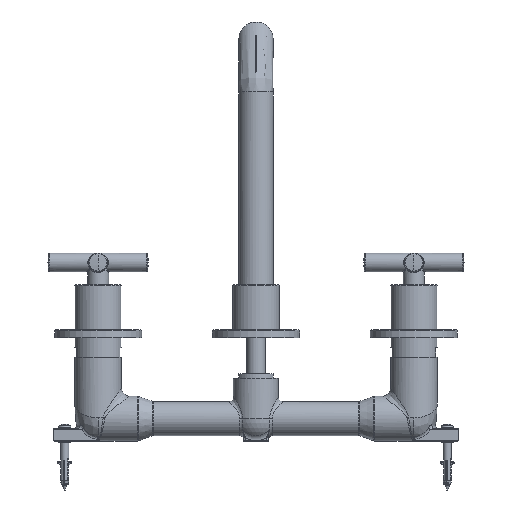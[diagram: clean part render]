
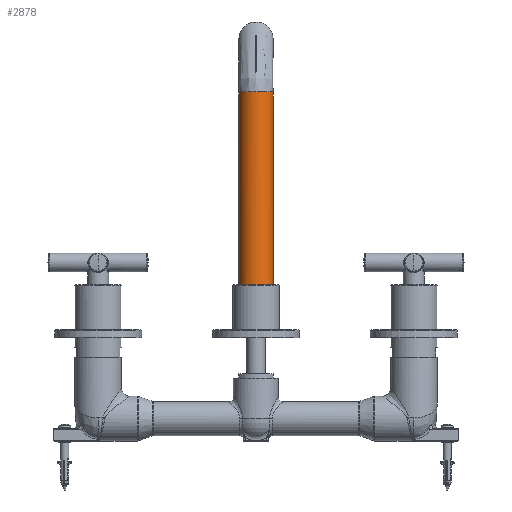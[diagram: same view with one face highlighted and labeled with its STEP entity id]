
A CAD part, front view. The second image highlights one B-rep face of the part: STEP entity #2878.
In plain terms, the highlighted cylindrical face has radius 11 mm (diameter 22 mm), a full revolution.
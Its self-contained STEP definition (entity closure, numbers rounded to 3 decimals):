
#844=CYLINDRICAL_SURFACE('',#21651,11.);
#2158=B_SPLINE_CURVE_WITH_KNOTS('',3,(#31398,#31399,#31400,#31401,#31402,
#31403,#31404,#31405,#31406,#31407,#31408,#31409,#31410,#31411,#31412,#31413,
#31414,#31415,#31416,#31417,#31418,#31419,#31420,#31421,#31422,#31423,#31424,
#31425,#31426,#31427,#31428,#31429,#31430,#31431,#31432,#31433,#31434,#31435,
#31436,#31437,#31438,#31439,#31440,#31441,#31442,#31443,#31444,#31445,#31446,
#31447,#31448,#31449,#31450,#31451,#31452,#31453,#31454,#31455,#31456,#31457,
#31458,#31459,#31460,#31461,#31462,#31463),.UNSPECIFIED.,.T.,.F.,(2,2,2,
2,2,2,2,2,2,2,2,2,2,2,2,2,2,2,2,2,2,2,2,2,2,2,2,2,2,2,2,2,2,2,2),(-0.125,
0.,0.062,0.094,0.109,0.117,
0.121,0.125,0.188,0.25,0.313,0.344,
0.359,0.367,0.371,0.375,
0.438,0.469,0.5,0.563,
0.594,0.609,0.625,0.688,
0.719,0.734,0.75,0.813,
0.844,0.859,0.867,0.871,
0.875,1.,1.063),.UNSPECIFIED.);
#2878=ADVANCED_FACE('',(#4749,#4750),#844,.T.);
#4749=FACE_BOUND('',#5552,.T.);
#4750=FACE_BOUND('',#5553,.T.);
#5552=EDGE_LOOP('',(#7429));
#5553=EDGE_LOOP('',(#7430));
#7429=ORIENTED_EDGE('',*,*,#15152,.F.);
#7430=ORIENTED_EDGE('',*,*,#15153,.T.);
#13123=VERTEX_POINT('',#31397);
#13124=VERTEX_POINT('',#31464);
#15152=EDGE_CURVE('',#13123,#13123,#18029,.T.);
#15153=EDGE_CURVE('',#13124,#13124,#2158,.T.);
#18029=CIRCLE('',#21650,11.);
#21650=AXIS2_PLACEMENT_3D('',#31396,#24117,#24118);
#21651=AXIS2_PLACEMENT_3D('',#31465,#24119,#24120);
#24117=DIRECTION('',(0.,0.,-1.));
#24118=DIRECTION('',(-1.,0.,0.));
#24119=DIRECTION('',(0.,0.,1.));
#24120=DIRECTION('',(0.,-1.,0.));
#31396=CARTESIAN_POINT('',(-1.5,0.,86.5));
#31397=CARTESIAN_POINT('',(-12.5,0.,86.5));
#31398=CARTESIAN_POINT('',(1.222,-11.,211.551));
#31399=CARTESIAN_POINT('',(-2.861,-11.,211.551));
#31400=CARTESIAN_POINT('',(-4.264,-10.744,211.55));
#31401=CARTESIAN_POINT('',(-6.268,-9.939,211.546));
#31402=CARTESIAN_POINT('',(-6.919,-9.601,211.544));
#31403=CARTESIAN_POINT('',(-7.846,-8.992,211.542));
#31404=CARTESIAN_POINT('',(-8.147,-8.772,211.541));
#31405=CARTESIAN_POINT('',(-8.584,-8.418,211.539));
#31406=CARTESIAN_POINT('',(-8.727,-8.295,211.538));
#31407=CARTESIAN_POINT('',(-8.937,-8.106,211.537));
#31408=CARTESIAN_POINT('',(-9.006,-8.042,211.537));
#31409=CARTESIAN_POINT('',(-9.143,-7.911,211.537));
#31410=CARTESIAN_POINT('',(-9.235,-7.821,211.536));
#31411=CARTESIAN_POINT('',(-9.971,-7.085,211.533));
#31412=CARTESIAN_POINT('',(-10.746,-6.131,211.528));
#31413=CARTESIAN_POINT('',(-12.012,-3.545,211.516));
#31414=CARTESIAN_POINT('',(-12.5,-1.9,211.509));
#31415=CARTESIAN_POINT('',(-12.5,1.9,211.491));
#31416=CARTESIAN_POINT('',(-12.012,3.545,211.484));
#31417=CARTESIAN_POINT('',(-11.062,5.485,211.475));
#31418=CARTESIAN_POINT('',(-10.708,6.048,211.472));
#31419=CARTESIAN_POINT('',(-10.169,6.778,211.469));
#31420=CARTESIAN_POINT('',(-9.988,7.002,211.468));
#31421=CARTESIAN_POINT('',(-9.719,7.312,211.466));
#31422=CARTESIAN_POINT('',(-9.63,7.411,211.466));
#31423=CARTESIAN_POINT('',(-9.497,7.553,211.465));
#31424=CARTESIAN_POINT('',(-9.453,7.6,211.465));
#31425=CARTESIAN_POINT('',(-9.365,7.691,211.464));
#31426=CARTESIAN_POINT('',(-9.345,7.711,211.464));
#31427=CARTESIAN_POINT('',(-8.204,8.852,211.459));
#31428=CARTESIAN_POINT('',(-6.936,9.671,211.455));
#31429=CARTESIAN_POINT('',(-4.932,10.476,211.452));
#31430=CARTESIAN_POINT('',(-4.247,10.675,211.451));
#31431=CARTESIAN_POINT('',(-2.871,10.937,211.449));
#31432=CARTESIAN_POINT('',(-2.236,11.,211.449));
#31433=CARTESIAN_POINT('',(-0.029,11.,211.449));
#31434=CARTESIAN_POINT('',(1.425,10.701,211.45));
#31435=CARTESIAN_POINT('',(3.417,9.866,211.454));
#31436=CARTESIAN_POINT('',(4.05,9.524,211.456));
#31437=CARTESIAN_POINT('',(4.936,8.928,211.458));
#31438=CARTESIAN_POINT('',(5.221,8.715,211.459));
#31439=CARTESIAN_POINT('',(5.768,8.265,211.462));
#31440=CARTESIAN_POINT('',(6.065,7.992,211.463));
#31441=CARTESIAN_POINT('',(7.132,6.924,211.468));
#31442=CARTESIAN_POINT('',(7.932,5.841,211.473));
#31443=CARTESIAN_POINT('',(8.821,3.873,211.482));
#31444=CARTESIAN_POINT('',(9.065,3.16,211.486));
#31445=CARTESIAN_POINT('',(9.32,2.022,211.491));
#31446=CARTESIAN_POINT('',(9.386,1.631,211.493));
#31447=CARTESIAN_POINT('',(9.476,0.829,211.496));
#31448=CARTESIAN_POINT('',(9.5,0.475,211.498));
#31449=CARTESIAN_POINT('',(9.5,-1.9,211.509));
#31450=CARTESIAN_POINT('',(9.012,-3.545,211.516));
#31451=CARTESIAN_POINT('',(8.062,-5.485,211.525));
#31452=CARTESIAN_POINT('',(7.708,-6.048,211.528));
#31453=CARTESIAN_POINT('',(7.169,-6.778,211.531));
#31454=CARTESIAN_POINT('',(6.988,-7.002,211.532));
#31455=CARTESIAN_POINT('',(6.719,-7.312,211.534));
#31456=CARTESIAN_POINT('',(6.63,-7.411,211.534));
#31457=CARTESIAN_POINT('',(6.497,-7.553,211.535));
#31458=CARTESIAN_POINT('',(6.453,-7.6,211.535));
#31459=CARTESIAN_POINT('',(6.365,-7.691,211.536));
#31460=CARTESIAN_POINT('',(6.345,-7.711,211.536));
#31461=CARTESIAN_POINT('',(4.13,-9.926,211.546));
#31462=CARTESIAN_POINT('',(1.222,-11.,211.551));
#31463=CARTESIAN_POINT('',(-2.861,-11.,211.551));
#31464=CARTESIAN_POINT('',(-1.5,-11.,211.551));
#31465=CARTESIAN_POINT('',(-1.5,0.,112.3));
